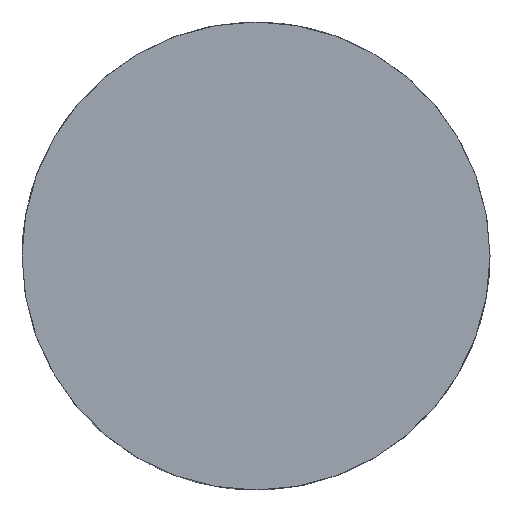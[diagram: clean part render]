
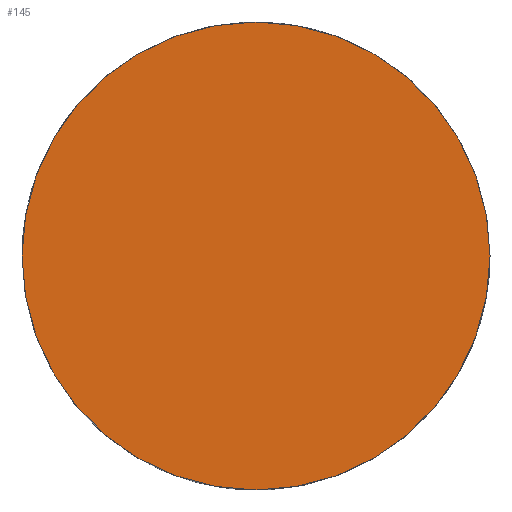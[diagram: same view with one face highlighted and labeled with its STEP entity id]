
A CAD part, top view. The second image highlights one B-rep face of the part: STEP entity #145.
In plain terms, the highlighted planar face has unit normal (0, 0, 1).
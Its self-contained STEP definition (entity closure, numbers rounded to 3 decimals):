
#5 = CARTESIAN_POINT ( 'NONE',  ( 0., 0., 4. ) ) ;
#7 = DIRECTION ( 'NONE',  ( 1., 0., 0. ) ) ;
#18 = ORIENTED_EDGE ( 'NONE', *, *, #131, .T. ) ;
#33 = CIRCLE ( 'NONE', #113, 12.7 ) ;
#42 = CARTESIAN_POINT ( 'NONE',  ( -12.7, 0., 4. ) ) ;
#44 = DIRECTION ( 'NONE',  ( 0., 0., 1. ) ) ;
#64 = VERTEX_POINT ( 'NONE', #134 ) ;
#68 = DIRECTION ( 'NONE',  ( 0., 0., 1. ) ) ;
#71 = DIRECTION ( 'NONE',  ( 0., 0., 1. ) ) ;
#87 = AXIS2_PLACEMENT_3D ( 'NONE', #154, #68, #169 ) ;
#89 = CIRCLE ( 'NONE', #87, 12.7 ) ;
#109 = EDGE_LOOP ( 'NONE', ( #18, #139 ) ) ;
#113 = AXIS2_PLACEMENT_3D ( 'NONE', #5, #44, #7 ) ;
#131 = EDGE_CURVE ( 'NONE', #146, #64, #33, .T. ) ;
#133 = EDGE_CURVE ( 'NONE', #64, #146, #89, .T. ) ;
#134 = CARTESIAN_POINT ( 'NONE',  ( 12.7, 0., 4. ) ) ;
#139 = ORIENTED_EDGE ( 'NONE', *, *, #133, .T. ) ;
#142 = CARTESIAN_POINT ( 'NONE',  ( 0., 0., 4. ) ) ;
#145 = ADVANCED_FACE ( 'NONE', ( #164 ), #168, .T. ) ;
#146 = VERTEX_POINT ( 'NONE', #42 ) ;
#154 = CARTESIAN_POINT ( 'NONE',  ( 0., 0., 4. ) ) ;
#157 = AXIS2_PLACEMENT_3D ( 'NONE', #142, #71, #172 ) ;
#164 = FACE_OUTER_BOUND ( 'NONE', #109, .T. ) ;
#168 = PLANE ( 'NONE',  #157 ) ;
#169 = DIRECTION ( 'NONE',  ( 1., 0., 0. ) ) ;
#172 = DIRECTION ( 'NONE',  ( 1., 0., 0. ) ) ;
